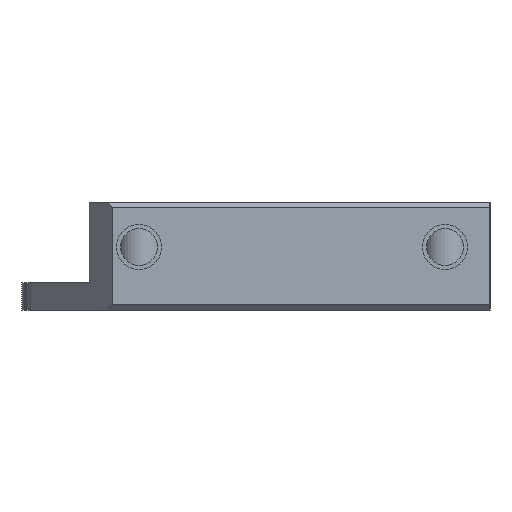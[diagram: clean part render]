
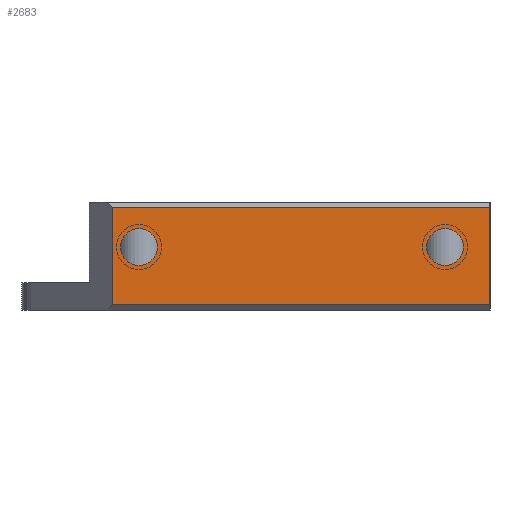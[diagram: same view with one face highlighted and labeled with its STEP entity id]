
A CAD part, left-side view. The second image highlights one B-rep face of the part: STEP entity #2683.
In plain terms, the highlighted planar face has unit normal (-1, 0, 0).
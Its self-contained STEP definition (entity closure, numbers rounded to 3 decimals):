
#258=FACE_BOUND('',#640,.T.);
#259=FACE_BOUND('',#641,.T.);
#337=CIRCLE('',#2842,1.025);
#340=CIRCLE('',#2855,1.025);
#502=FACE_OUTER_BOUND('',#639,.T.);
#639=EDGE_LOOP('',(#1992,#1993,#1994,#1995));
#640=EDGE_LOOP('',(#1996));
#641=EDGE_LOOP('',(#1997));
#832=LINE('',#3976,#1027);
#875=LINE('',#4109,#1070);
#876=LINE('',#4110,#1071);
#877=LINE('',#4111,#1072);
#1027=VECTOR('',#3141,5.4);
#1070=VECTOR('',#3260,5.4);
#1071=VECTOR('',#3261,20.965);
#1072=VECTOR('',#3262,20.965);
#1222=VERTEX_POINT('',#3973);
#1223=VERTEX_POINT('',#3975);
#1267=VERTEX_POINT('',#4083);
#1274=VERTEX_POINT('',#4107);
#1275=VERTEX_POINT('',#4108);
#1276=VERTEX_POINT('',#4112);
#1494=EDGE_CURVE('',#1223,#1222,#832,.T.);
#1548=EDGE_CURVE('',#1267,#1267,#337,.T.);
#1561=EDGE_CURVE('',#1274,#1275,#875,.T.);
#1562=EDGE_CURVE('',#1223,#1274,#876,.T.);
#1563=EDGE_CURVE('',#1222,#1275,#877,.T.);
#1564=EDGE_CURVE('',#1276,#1276,#340,.T.);
#1992=ORIENTED_EDGE('',*,*,#1561,.F.);
#1993=ORIENTED_EDGE('',*,*,#1562,.F.);
#1994=ORIENTED_EDGE('',*,*,#1494,.T.);
#1995=ORIENTED_EDGE('',*,*,#1563,.T.);
#1996=ORIENTED_EDGE('',*,*,#1548,.T.);
#1997=ORIENTED_EDGE('',*,*,#1564,.T.);
#2642=PLANE('',#2854);
#2683=ADVANCED_FACE('',(#502,#258,#259),#2642,.T.);
#2842=AXIS2_PLACEMENT_3D('',#4084,#3230,#3231);
#2854=AXIS2_PLACEMENT_3D('',#4106,#3258,#3259);
#2855=AXIS2_PLACEMENT_3D('',#4113,#3263,#3264);
#3141=DIRECTION('',(0.,0.,1.));
#3230=DIRECTION('center_axis',(1.,0.,0.));
#3231=DIRECTION('ref_axis',(0.,-1.,0.));
#3258=DIRECTION('center_axis',(-1.,0.,0.));
#3259=DIRECTION('ref_axis',(0.,0.,1.));
#3260=DIRECTION('',(0.,0.,1.));
#3261=DIRECTION('',(0.,1.,0.));
#3262=DIRECTION('',(0.,1.,0.));
#3263=DIRECTION('center_axis',(1.,0.,0.));
#3264=DIRECTION('ref_axis',(0.,-1.,0.));
#3973=CARTESIAN_POINT('',(-17.2,-15.,-15.3));
#3975=CARTESIAN_POINT('',(-17.2,-15.,-20.7));
#3976=CARTESIAN_POINT('',(-17.2,-15.,-20.7));
#4083=CARTESIAN_POINT('',(-17.2,5.525,-17.5));
#4084=CARTESIAN_POINT('Origin',(-17.2,4.5,-17.5));
#4106=CARTESIAN_POINT('Origin',(-17.2,-15.,-21.));
#4107=CARTESIAN_POINT('',(-17.2,5.965,-20.7));
#4108=CARTESIAN_POINT('',(-17.2,5.965,-15.3));
#4109=CARTESIAN_POINT('',(-17.2,5.965,-20.7));
#4110=CARTESIAN_POINT('',(-17.2,-15.,-20.7));
#4111=CARTESIAN_POINT('',(-17.2,-15.,-15.3));
#4112=CARTESIAN_POINT('',(-17.2,-11.475,-17.5));
#4113=CARTESIAN_POINT('Origin',(-17.2,-12.5,-17.5));
